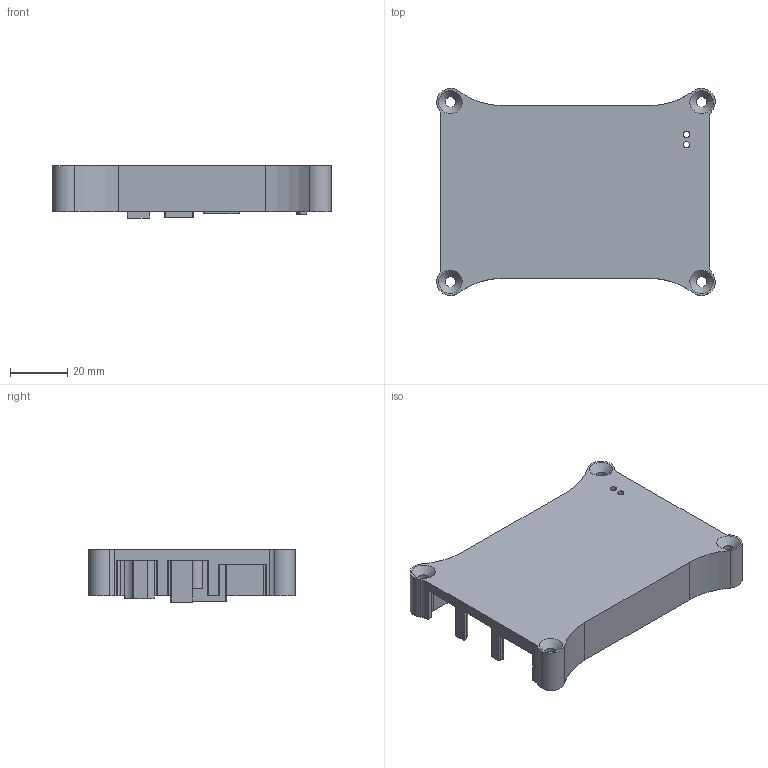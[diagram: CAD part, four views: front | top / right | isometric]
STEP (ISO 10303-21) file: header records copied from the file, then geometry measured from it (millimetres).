
FILE_DESCRIPTION( ( '' ), ' ' );
FILE_NAME( '5d44a77123d42c15c01a1316.step', '2019-08-02T21:13:22', ( '' ), ( '' ), ' ', ' ', ' ' );
FILE_SCHEMA( ( 'AUTOMOTIVE_DESIGN { 1 0 10303 214 1 1 1 1 }' ) );
Length unit declared in the file: metre
Products named in the file (1): Secure Top 8-1-2019
Bounding box: 97.27 x 72.38 x 18.21 mm (x, y, z)
Volume: 39572.4 mm3; surface area: 22462.3 mm2
Topology: 1 solids, 1 shells, 135 faces, 386 edges, 256 vertices
Faces by surface type: cylinder 73, plane 58, cone 4
Full cylindrical faces by diameter (mm): 2.21 x2, 3.658 x4
Entity records: 5533 total; most frequent: DIRECTION 801, CARTESIAN_POINT 771, ORIENTED_EDGE 752, EDGE_CURVE 376, AXIS2_PLACEMENT_3D 290, VERTEX_POINT 256, LINE 221, VECTOR 221
